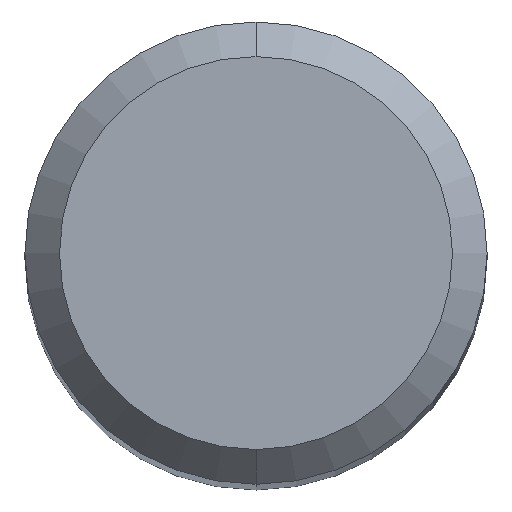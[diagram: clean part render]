
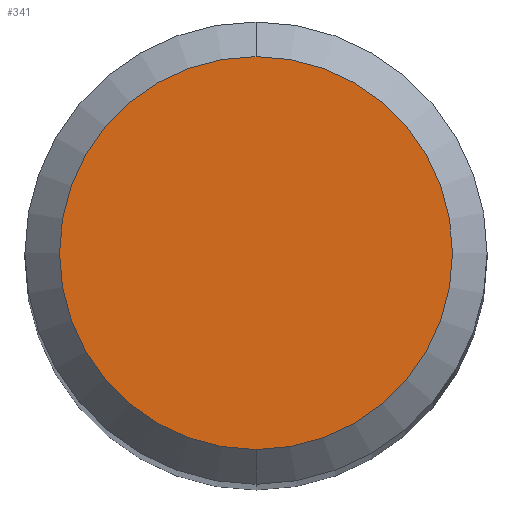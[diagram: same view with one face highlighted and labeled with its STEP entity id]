
A CAD part, top view. The second image highlights one B-rep face of the part: STEP entity #341.
In plain terms, the highlighted planar face has unit normal (0, 0, 1).
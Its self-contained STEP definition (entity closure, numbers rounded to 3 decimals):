
#341=ADVANCED_FACE('',(#664),#665,.T.);
#347=VERTEX_POINT('',#672);
#353=EDGE_CURVE('',#347,#427,#678,.T.);
#427=VERTEX_POINT('',#759);
#435=EDGE_CURVE('',#427,#347,#767,.T.);
#664=FACE_OUTER_BOUND('',#1140,.T.);
#665=PLANE('',#1141);
#672=CARTESIAN_POINT('',(0.0,1.7,0.));
#678=CIRCLE('',#1166,1.7);
#759=CARTESIAN_POINT('',(0.,-1.7,0.));
#767=CIRCLE('',#1374,1.7);
#1140=EDGE_LOOP('',(#1650,#1651));
#1141=AXIS2_PLACEMENT_3D('',#1652,#1653,#1654);
#1166=AXIS2_PLACEMENT_3D('',#1666,#1667,#1668);
#1374=AXIS2_PLACEMENT_3D('',#1753,#1754,#1755);
#1650=ORIENTED_EDGE('',*,*,#353,.F.);
#1651=ORIENTED_EDGE('',*,*,#435,.F.);
#1652=CARTESIAN_POINT('',(0.0,0.85,0.));
#1653=DIRECTION('',(-0.0,0.0,1.0));
#1654=DIRECTION('',(0.0,-1.0,0.0));
#1666=CARTESIAN_POINT('',(0.0,0.0,0.));
#1667=DIRECTION('',(0.0,0.0,-1.0));
#1668=DIRECTION('',(0.0,1.0,0.0));
#1753=CARTESIAN_POINT('',(0.0,0.0,0.));
#1754=DIRECTION('',(0.0,0.0,-1.0));
#1755=DIRECTION('',(0.0,1.0,0.0));
